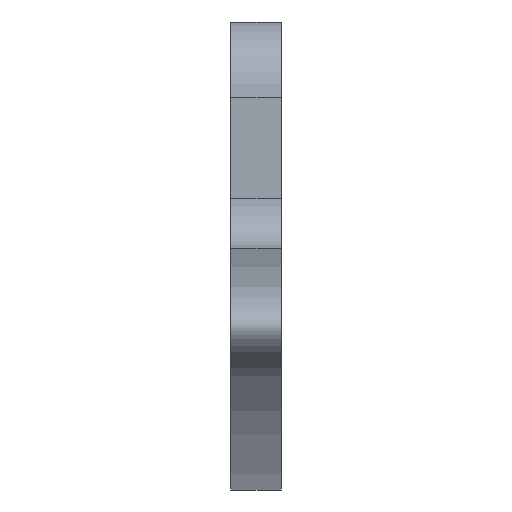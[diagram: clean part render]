
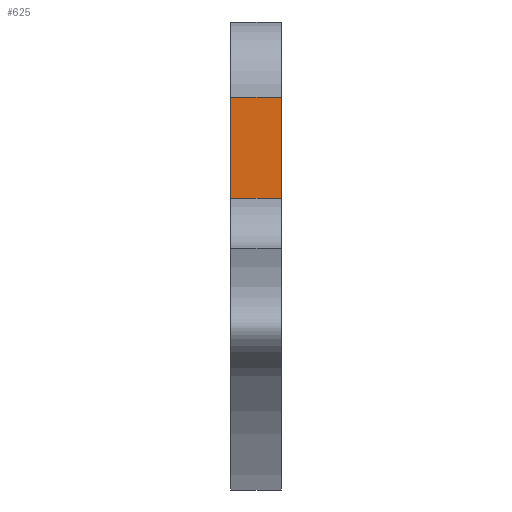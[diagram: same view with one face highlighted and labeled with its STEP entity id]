
A CAD part, top view. The second image highlights one B-rep face of the part: STEP entity #625.
In plain terms, the highlighted planar face has unit normal (0, 0, 1).
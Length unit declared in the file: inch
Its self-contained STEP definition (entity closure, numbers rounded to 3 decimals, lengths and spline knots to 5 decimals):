
#183 = VERTEX_POINT ( 'NONE', #1061 ) ;
#294 = VECTOR ( 'NONE', #951, 39.37008 ) ;
#463 = DIRECTION ( 'NONE',  ( -1., 0., 0. ) ) ;
#625 = ADVANCED_FACE ( 'NONE', ( #1926 ), #2472, .F. ) ;
#676 = VECTOR ( 'NONE', #463, 39.37008 ) ;
#696 = ORIENTED_EDGE ( 'NONE', *, *, #2187, .T. ) ;
#730 = EDGE_CURVE ( 'NONE', #3384, #1733, #2235, .T. ) ;
#776 = AXIS2_PLACEMENT_3D ( 'NONE', #910, #3218, #1643 ) ;
#818 = ORIENTED_EDGE ( 'NONE', *, *, #730, .T. ) ;
#846 = ORIENTED_EDGE ( 'NONE', *, *, #949, .T. ) ;
#910 = CARTESIAN_POINT ( 'NONE',  ( 7.8125, 0., 61.29273 ) ) ;
#948 = LINE ( 'NONE', #3324, #1876 ) ;
#949 = EDGE_CURVE ( 'NONE', #183, #2552, #2982, .T. ) ;
#951 = DIRECTION ( 'NONE',  ( 1., 0., 0. ) ) ;
#1041 = ORIENTED_EDGE ( 'NONE', *, *, #1139, .F. ) ;
#1061 = CARTESIAN_POINT ( 'NONE',  ( 7.5625, 3.39984, 61.29273 ) ) ;
#1139 = EDGE_CURVE ( 'NONE', #3384, #2552, #948, .T. ) ;
#1282 = DIRECTION ( 'NONE',  ( 0., -1., 0. ) ) ;
#1490 = LINE ( 'NONE', #2816, #2833 ) ;
#1643 = DIRECTION ( 'NONE',  ( 0., 1., 0. ) ) ;
#1722 = CARTESIAN_POINT ( 'NONE',  ( 7.8125, 3.90522, 61.29273 ) ) ;
#1733 = VERTEX_POINT ( 'NONE', #2178 ) ;
#1766 = CARTESIAN_POINT ( 'NONE',  ( 7.8125, 3.90522, 61.29273 ) ) ;
#1802 = EDGE_LOOP ( 'NONE', ( #696, #846, #1041, #818 ) ) ;
#1876 = VECTOR ( 'NONE', #3302, 39.37008 ) ;
#1926 = FACE_OUTER_BOUND ( 'NONE', #1802, .T. ) ;
#2178 = CARTESIAN_POINT ( 'NONE',  ( 7.5625, 3.90522, 61.29273 ) ) ;
#2187 = EDGE_CURVE ( 'NONE', #1733, #183, #1490, .T. ) ;
#2235 = LINE ( 'NONE', #1722, #676 ) ;
#2472 = PLANE ( 'NONE',  #776 ) ;
#2552 = VERTEX_POINT ( 'NONE', #2797 ) ;
#2797 = CARTESIAN_POINT ( 'NONE',  ( 7.8125, 3.39984, 61.29273 ) ) ;
#2816 = CARTESIAN_POINT ( 'NONE',  ( 7.5625, 0., 61.29273 ) ) ;
#2833 = VECTOR ( 'NONE', #1282, 39.37008 ) ;
#2982 = LINE ( 'NONE', #3034, #294 ) ;
#3034 = CARTESIAN_POINT ( 'NONE',  ( 7.8125, 3.39984, 61.29273 ) ) ;
#3218 = DIRECTION ( 'NONE',  ( 0., 0., -1. ) ) ;
#3302 = DIRECTION ( 'NONE',  ( 0., -1., 0. ) ) ;
#3324 = CARTESIAN_POINT ( 'NONE',  ( 7.8125, 0., 61.29273 ) ) ;
#3384 = VERTEX_POINT ( 'NONE', #1766 ) ;
